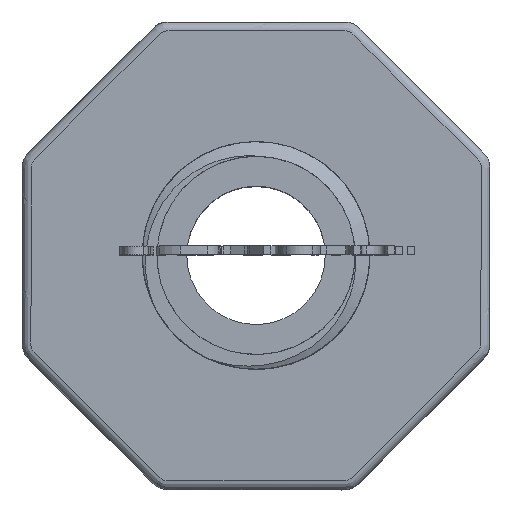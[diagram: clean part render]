
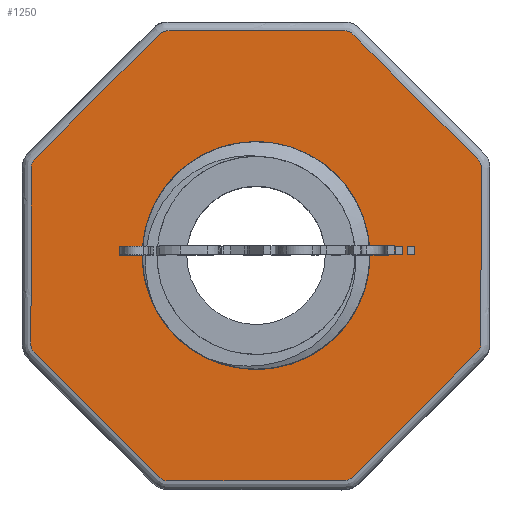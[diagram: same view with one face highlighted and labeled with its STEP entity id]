
A CAD part, top view. The second image highlights one B-rep face of the part: STEP entity #1250.
In plain terms, the highlighted planar face has unit normal (0, 0, 1).
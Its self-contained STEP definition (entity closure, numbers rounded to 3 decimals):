
#1250=ADVANCED_FACE('',(#1797,#1798),#1562,.F.);
#1562=PLANE('',#5518);
#1767=CIRCLE('',#5516,6.579);
#1768=CIRCLE('',#5517,5.723);
#1797=FACE_BOUND('',#1845,.T.);
#1798=FACE_BOUND('',#1846,.T.);
#1845=EDGE_LOOP('',(#2181));
#1846=EDGE_LOOP('',(#2182,#2183,#2184,#2185));
#2181=ORIENTED_EDGE('',*,*,#4195,.T.);
#2182=ORIENTED_EDGE('',*,*,#4196,.F.);
#2183=ORIENTED_EDGE('',*,*,#4197,.F.);
#2184=ORIENTED_EDGE('',*,*,#4198,.F.);
#2185=ORIENTED_EDGE('',*,*,#4199,.T.);
#3689=VERTEX_POINT('',#6656);
#3690=VERTEX_POINT('',#6663);
#3691=VERTEX_POINT('',#6664);
#3692=VERTEX_POINT('',#6666);
#3693=VERTEX_POINT('',#6673);
#4195=EDGE_CURVE('',#3689,#3689,#4949,.T.);
#4196=EDGE_CURVE('',#3690,#3691,#4950,.T.);
#4197=EDGE_CURVE('',#3692,#3690,#1767,.T.);
#4198=EDGE_CURVE('',#3693,#3692,#4951,.T.);
#4199=EDGE_CURVE('',#3693,#3691,#1768,.T.);
#4949=B_SPLINE_CURVE_WITH_KNOTS('',3,(#6593,#6594,#6595,#6596,#6597,#6598,
#6599,#6600,#6601,#6602,#6603,#6604,#6605,#6606,#6607,#6608,#6609,#6610,
#6611,#6612,#6613,#6614,#6615,#6616,#6617,#6618,#6619,#6620,#6621,#6622,
#6623,#6624,#6625,#6626,#6627,#6628,#6629,#6630,#6631,#6632,#6633,#6634,
#6635,#6636,#6637,#6638,#6639,#6640,#6641,#6642,#6643,#6644,#6645,#6646,
#6647,#6648,#6649,#6650,#6651,#6652,#6653,#6654,#6655),.UNSPECIFIED.,.T.,
 .F.,(2,2,2,2,1,1,1,2,2,2,1,1,1,2,2,2,1,1,1,2,2,1,1,1,2,2,1,1,1,2,2,2,1,
1,2,2,2,1,1,1,1,2,2,2),(-0.008,0.,0.125,0.133,
0.141,0.156,0.187,0.25,
0.258,0.266,0.281,0.312,
0.375,0.383,0.391,0.398,
0.406,0.437,0.5,0.516,
0.523,0.531,0.562,0.625,
0.641,0.648,0.656,0.687,
0.75,0.758,0.766,0.773,
0.781,0.812,0.875,0.883,
0.891,0.906,0.937,0.969,
0.984,0.992,1.,1.125),.UNSPECIFIED.);
#4950=B_SPLINE_CURVE_WITH_KNOTS('',3,(#6657,#6658,#6659,#6660,#6661,#6662),
 .UNSPECIFIED.,.F.,.F.,(4,2,4),(0.,0.5,1.),.UNSPECIFIED.);
#4951=B_SPLINE_CURVE_WITH_KNOTS('',3,(#6667,#6668,#6669,#6670,#6671,#6672),
 .UNSPECIFIED.,.F.,.F.,(4,2,4),(0.,0.5,1.),.UNSPECIFIED.);
#5516=AXIS2_PLACEMENT_3D('',#6665,#5765,#5766);
#5517=AXIS2_PLACEMENT_3D('',#6674,#5767,#5768);
#5518=AXIS2_PLACEMENT_3D('',#6675,#5769,#5770);
#5765=DIRECTION('',(0.,0.,1.));
#5766=DIRECTION('',(1.,0.,0.));
#5767=DIRECTION('',(0.,0.,-1.));
#5768=DIRECTION('',(-1.,0.,0.));
#5769=DIRECTION('',(0.,0.,-1.));
#5770=DIRECTION('',(-1.,0.,0.));
#6593=CARTESIAN_POINT('',(429.895,1037.187,-4.));
#6594=CARTESIAN_POINT('',(427.342,1034.634,-4.));
#6595=CARTESIAN_POINT('',(424.939,1032.231,-4.));
#6596=CARTESIAN_POINT('',(422.386,1029.678,-4.));
#6597=CARTESIAN_POINT('',(422.277,1029.482,-4.));
#6598=CARTESIAN_POINT('',(422.277,1029.049,-4.));
#6599=CARTESIAN_POINT('',(422.277,1028.4,-4.));
#6600=CARTESIAN_POINT('',(422.277,1026.884,-4.));
#6601=CARTESIAN_POINT('',(422.277,1023.854,-4.));
#6602=CARTESIAN_POINT('',(422.277,1021.256,-4.));
#6603=CARTESIAN_POINT('',(422.277,1019.307,-4.));
#6604=CARTESIAN_POINT('',(422.238,1019.085,-4.));
#6605=CARTESIAN_POINT('',(422.35,1018.667,-4.));
#6606=CARTESIAN_POINT('',(422.541,1018.534,-4.));
#6607=CARTESIAN_POINT('',(422.993,1018.082,-4.));
#6608=CARTESIAN_POINT('',(423.898,1017.178,-4.));
#6609=CARTESIAN_POINT('',(426.008,1015.067,-4.));
#6610=CARTESIAN_POINT('',(427.968,1013.107,-4.));
#6611=CARTESIAN_POINT('',(429.325,1011.75,-4.));
#6612=CARTESIAN_POINT('',(429.627,1011.448,-4.));
#6613=CARTESIAN_POINT('',(429.763,1011.256,-4.));
#6614=CARTESIAN_POINT('',(430.173,1011.145,-4.));
#6615=CARTESIAN_POINT('',(430.395,1011.183,-4.));
#6616=CARTESIAN_POINT('',(430.823,1011.183,-4.));
#6617=CARTESIAN_POINT('',(431.894,1011.183,-4.));
#6618=CARTESIAN_POINT('',(434.68,1011.183,-4.));
#6619=CARTESIAN_POINT('',(437.679,1011.183,-4.));
#6620=CARTESIAN_POINT('',(439.822,1011.183,-4.));
#6621=CARTESIAN_POINT('',(440.464,1011.183,-4.));
#6622=CARTESIAN_POINT('',(440.692,1011.214,-4.));
#6623=CARTESIAN_POINT('',(441.008,1011.53,-4.));
#6624=CARTESIAN_POINT('',(441.798,1012.32,-4.));
#6625=CARTESIAN_POINT('',(443.851,1014.373,-4.));
#6626=CARTESIAN_POINT('',(446.062,1016.584,-4.));
#6627=CARTESIAN_POINT('',(447.642,1018.164,-4.));
#6628=CARTESIAN_POINT('',(448.116,1018.638,-4.));
#6629=CARTESIAN_POINT('',(448.277,1018.82,-4.));
#6630=CARTESIAN_POINT('',(448.277,1019.286,-4.));
#6631=CARTESIAN_POINT('',(448.277,1020.453,-4.));
#6632=CARTESIAN_POINT('',(448.277,1023.484,-4.));
#6633=CARTESIAN_POINT('',(448.277,1026.516,-4.));
#6634=CARTESIAN_POINT('',(448.277,1028.615,-4.));
#6635=CARTESIAN_POINT('',(448.277,1029.081,-4.));
#6636=CARTESIAN_POINT('',(448.333,1029.316,-4.));
#6637=CARTESIAN_POINT('',(448.148,1029.778,-4.));
#6638=CARTESIAN_POINT('',(447.928,1029.917,-4.));
#6639=CARTESIAN_POINT('',(447.584,1030.261,-4.));
#6640=CARTESIAN_POINT('',(446.725,1031.119,-4.));
#6641=CARTESIAN_POINT('',(444.493,1033.352,-4.));
#6642=CARTESIAN_POINT('',(442.432,1035.413,-4.));
#6643=CARTESIAN_POINT('',(440.886,1036.958,-4.));
#6644=CARTESIAN_POINT('',(440.713,1037.173,-4.));
#6645=CARTESIAN_POINT('',(440.235,1037.192,-4.));
#6646=CARTESIAN_POINT('',(439.995,1037.183,-4.));
#6647=CARTESIAN_POINT('',(439.277,1037.183,-4.));
#6648=CARTESIAN_POINT('',(437.841,1037.183,-4.));
#6649=CARTESIAN_POINT('',(435.448,1037.183,-4.));
#6650=CARTESIAN_POINT('',(433.054,1037.183,-4.));
#6651=CARTESIAN_POINT('',(431.379,1037.183,-4.));
#6652=CARTESIAN_POINT('',(430.661,1037.183,-4.));
#6653=CARTESIAN_POINT('',(430.182,1037.183,-4.));
#6654=CARTESIAN_POINT('',(429.895,1037.187,-4.));
#6655=CARTESIAN_POINT('',(427.342,1034.634,-4.));
#6656=CARTESIAN_POINT('',(429.745,1037.037,-4.));
#6657=CARTESIAN_POINT('',(438.342,1018.363,-4.));
#6658=CARTESIAN_POINT('',(440.189,1019.488,-4.));
#6659=CARTESIAN_POINT('',(441.402,1021.545,-4.));
#6660=CARTESIAN_POINT('',(441.446,1025.887,-4.));
#6661=CARTESIAN_POINT('',(440.246,1027.996,-4.));
#6662=CARTESIAN_POINT('',(438.331,1029.023,-4.));
#6663=CARTESIAN_POINT('',(438.342,1018.363,-4.));
#6664=CARTESIAN_POINT('',(438.331,1029.023,-4.));
#6665=CARTESIAN_POINT('',(435.277,1024.183,-4.));
#6666=CARTESIAN_POINT('',(433.97,1017.736,-4.));
#6667=CARTESIAN_POINT('',(430.99,1027.974,-4.));
#6668=CARTESIAN_POINT('',(429.442,1026.456,-4.));
#6669=CARTESIAN_POINT('',(428.886,1024.067,-4.));
#6670=CARTESIAN_POINT('',(430.125,1019.96,-4.));
#6671=CARTESIAN_POINT('',(431.877,1018.297,-4.));
#6672=CARTESIAN_POINT('',(433.97,1017.736,-4.));
#6673=CARTESIAN_POINT('',(430.99,1027.974,-4.));
#6674=CARTESIAN_POINT('',(435.277,1024.183,-4.));
#6675=CARTESIAN_POINT('',(436.689,1010.683,-4.));
